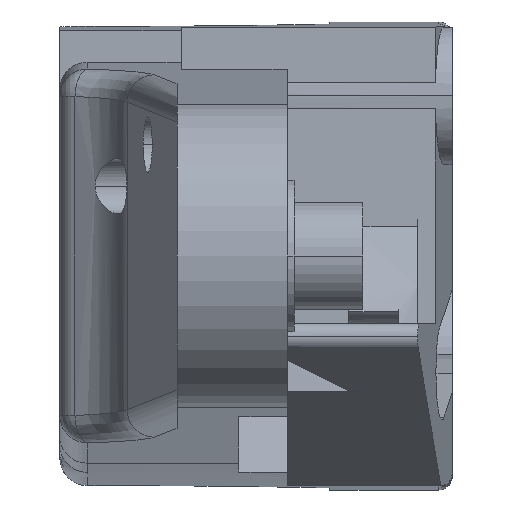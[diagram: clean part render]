
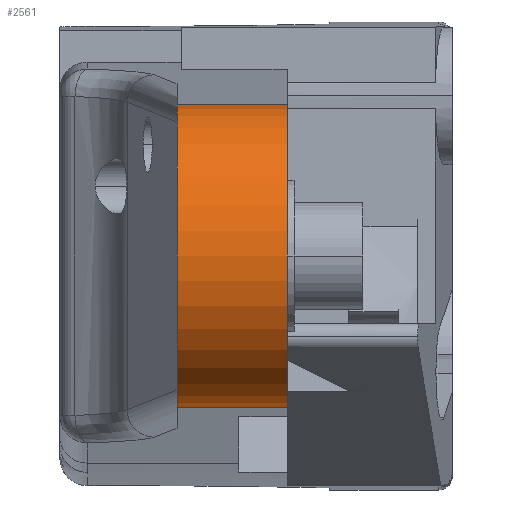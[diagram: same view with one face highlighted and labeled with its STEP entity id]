
A CAD part, front view. The second image highlights one B-rep face of the part: STEP entity #2561.
In plain terms, the highlighted cylindrical face has radius 11 mm (diameter 22 mm), a partial arc.
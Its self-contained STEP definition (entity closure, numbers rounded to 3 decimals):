
#149 = DIRECTION ( 'NONE',  ( 0., -1., 0. ) ) ;
#296 = VERTEX_POINT ( 'NONE', #3743 ) ;
#557 = EDGE_CURVE ( 'NONE', #2868, #296, #2488, .T. ) ;
#573 = EDGE_LOOP ( 'NONE', ( #3993, #1523, #2310, #3583 ) ) ;
#738 = DIRECTION ( 'NONE',  ( -1., 0., 0. ) ) ;
#803 = CARTESIAN_POINT ( 'NONE',  ( -20., -125.836, 6.022 ) ) ;
#806 = CARTESIAN_POINT ( 'NONE',  ( 5.476, -125.836, 6.022 ) ) ;
#1042 = CIRCLE ( 'NONE', #3886, 11. ) ;
#1117 = CARTESIAN_POINT ( 'NONE',  ( -20., -125.836, 27.978 ) ) ;
#1318 = DIRECTION ( 'NONE',  ( -1., 0., 0. ) ) ;
#1420 = CYLINDRICAL_SURFACE ( 'NONE', #2336, 11. ) ;
#1523 = ORIENTED_EDGE ( 'NONE', *, *, #1578, .T. ) ;
#1578 = EDGE_CURVE ( 'NONE', #296, #2692, #2658, .T. ) ;
#1600 = AXIS2_PLACEMENT_3D ( 'NONE', #4011, #1318, #149 ) ;
#1692 = EDGE_CURVE ( 'NONE', #2692, #1974, #1042, .T. ) ;
#1802 = DIRECTION ( 'NONE',  ( -1., 0., 0. ) ) ;
#1974 = VERTEX_POINT ( 'NONE', #803 ) ;
#1979 = DIRECTION ( 'NONE',  ( 0., 1., 0. ) ) ;
#2002 = CARTESIAN_POINT ( 'NONE',  ( -20., -125.14, 17. ) ) ;
#2119 = LINE ( 'NONE', #806, #2906 ) ;
#2310 = ORIENTED_EDGE ( 'NONE', *, *, #1692, .T. ) ;
#2336 = AXIS2_PLACEMENT_3D ( 'NONE', #2588, #1802, #2966 ) ;
#2488 = CIRCLE ( 'NONE', #1600, 11. ) ;
#2561 = ADVANCED_FACE ( 'NONE', ( #3752 ), #1420, .T. ) ;
#2588 = CARTESIAN_POINT ( 'NONE',  ( 5.476, -125.14, 17. ) ) ;
#2658 = LINE ( 'NONE', #2685, #3574 ) ;
#2685 = CARTESIAN_POINT ( 'NONE',  ( 5.476, -125.836, 27.978 ) ) ;
#2692 = VERTEX_POINT ( 'NONE', #1117 ) ;
#2737 = DIRECTION ( 'NONE',  ( 1., 0., 0. ) ) ;
#2868 = VERTEX_POINT ( 'NONE', #2986 ) ;
#2906 = VECTOR ( 'NONE', #3294, 1000. ) ;
#2966 = DIRECTION ( 'NONE',  ( 0., 0., 1. ) ) ;
#2986 = CARTESIAN_POINT ( 'NONE',  ( -12., -125.836, 6.022 ) ) ;
#3294 = DIRECTION ( 'NONE',  ( -1., 0., 0. ) ) ;
#3466 = EDGE_CURVE ( 'NONE', #2868, #1974, #2119, .T. ) ;
#3574 = VECTOR ( 'NONE', #738, 1000. ) ;
#3583 = ORIENTED_EDGE ( 'NONE', *, *, #3466, .F. ) ;
#3743 = CARTESIAN_POINT ( 'NONE',  ( -12., -125.836, 27.978 ) ) ;
#3752 = FACE_OUTER_BOUND ( 'NONE', #573, .T. ) ;
#3886 = AXIS2_PLACEMENT_3D ( 'NONE', #2002, #2737, #1979 ) ;
#3993 = ORIENTED_EDGE ( 'NONE', *, *, #557, .T. ) ;
#4011 = CARTESIAN_POINT ( 'NONE',  ( -12., -125.14, 17. ) ) ;
